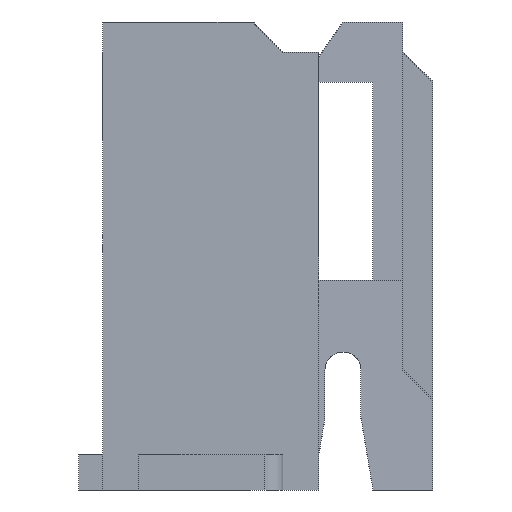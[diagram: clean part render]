
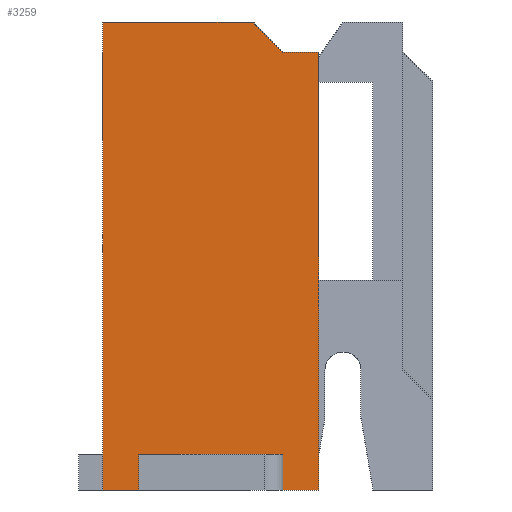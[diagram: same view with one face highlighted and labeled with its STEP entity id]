
A CAD part, left-side view. The second image highlights one B-rep face of the part: STEP entity #3259.
In plain terms, the highlighted planar face has unit normal (-1, 0, 0).
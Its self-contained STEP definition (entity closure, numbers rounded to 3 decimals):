
#150=DIRECTION('',(0.,1.,0.));
#151=VECTOR('',#150,0.6);
#152=CARTESIAN_POINT('',(-5.3,0.7,0.));
#153=LINE('',#152,#151);
#171=DIRECTION('',(0.,-1.,0.));
#172=VECTOR('',#171,0.6);
#173=CARTESIAN_POINT('',(-5.3,-1.7,0.));
#174=LINE('',#173,#172);
#403=DIRECTION('',(0.,0.707,0.707));
#404=VECTOR('',#403,0.707);
#405=CARTESIAN_POINT('',(-5.3,-1.7,7.3));
#406=LINE('',#405,#404);
#407=DIRECTION('',(0.,-1.,0.));
#408=VECTOR('',#407,0.6);
#409=CARTESIAN_POINT('',(-5.3,-1.7,7.3));
#410=LINE('',#409,#408);
#411=DIRECTION('',(0.,0.,-1.));
#412=VECTOR('',#411,0.6);
#413=CARTESIAN_POINT('',(-5.3,0.7,0.6));
#414=LINE('',#413,#412);
#415=DIRECTION('',(0.,0.,1.));
#416=VECTOR('',#415,7.8);
#417=CARTESIAN_POINT('',(-5.3,1.3,0.));
#418=LINE('',#417,#416);
#435=DIRECTION('',(0.,1.,0.));
#436=VECTOR('',#435,2.5);
#437=CARTESIAN_POINT('',(-5.3,-1.2,7.8));
#438=LINE('',#437,#436);
#1415=DIRECTION('',(0.,0.,1.));
#1416=VECTOR('',#1415,0.6);
#1417=CARTESIAN_POINT('',(-5.3,-1.7,0.));
#1418=LINE('',#1417,#1416);
#1512=DIRECTION('',(0.,1.,0.));
#1513=VECTOR('',#1512,2.4);
#1514=CARTESIAN_POINT('',(-5.3,-1.7,0.6));
#1515=LINE('',#1514,#1513);
#1883=DIRECTION('',(0.,0.,-1.));
#1884=VECTOR('',#1883,7.3);
#1885=CARTESIAN_POINT('',(-5.3,-2.3,7.3));
#1886=LINE('',#1885,#1884);
#2151=CARTESIAN_POINT('',(-5.3,1.3,7.8));
#2153=VERTEX_POINT('',#2151);
#2239=CARTESIAN_POINT('',(-5.3,-2.3,7.3));
#2240=CARTESIAN_POINT('',(-5.3,-2.3,0.));
#2241=VERTEX_POINT('',#2239);
#2242=VERTEX_POINT('',#2240);
#2243=CARTESIAN_POINT('',(-5.3,-1.7,0.));
#2244=CARTESIAN_POINT('',(-5.3,-1.7,0.6));
#2245=VERTEX_POINT('',#2243);
#2246=VERTEX_POINT('',#2244);
#2281=CARTESIAN_POINT('',(-5.3,-1.7,7.3));
#2282=CARTESIAN_POINT('',(-5.3,-1.2,7.8));
#2283=VERTEX_POINT('',#2281);
#2284=VERTEX_POINT('',#2282);
#2647=CARTESIAN_POINT('',(-5.3,1.3,0.));
#2649=VERTEX_POINT('',#2647);
#2655=CARTESIAN_POINT('',(-5.3,0.7,0.6));
#2656=VERTEX_POINT('',#2655);
#2671=CARTESIAN_POINT('',(-5.3,0.7,0.));
#2672=VERTEX_POINT('',#2671);
#3235=CARTESIAN_POINT('',(-5.3,-1.7,7.8));
#3236=DIRECTION('',(1.,0.,0.));
#3237=DIRECTION('',(0.,1.,0.));
#3238=AXIS2_PLACEMENT_3D('',#3235,#3236,#3237);
#3239=PLANE('',#3238);
#3241=ORIENTED_EDGE('',*,*,#3240,.F.);
#3243=ORIENTED_EDGE('',*,*,#3242,.T.);
#3245=ORIENTED_EDGE('',*,*,#3244,.T.);
#3246=ORIENTED_EDGE('',*,*,#2894,.F.);
#3248=ORIENTED_EDGE('',*,*,#3247,.T.);
#3250=ORIENTED_EDGE('',*,*,#3249,.T.);
#3252=ORIENTED_EDGE('',*,*,#3251,.T.);
#3253=ORIENTED_EDGE('',*,*,#2884,.T.);
#3254=ORIENTED_EDGE('',*,*,#3131,.T.);
#3256=ORIENTED_EDGE('',*,*,#3255,.F.);
#3257=EDGE_LOOP('',(#3241,#3243,#3245,#3246,#3248,#3250,#3252,#3253,#3254,
#3256));
#3258=FACE_OUTER_BOUND('',#3257,.F.);
#2884=EDGE_CURVE('',#2672,#2649,#153,.T.);
#2894=EDGE_CURVE('',#2245,#2242,#174,.T.);
#3131=EDGE_CURVE('',#2649,#2153,#418,.T.);
#3240=EDGE_CURVE('',#2283,#2284,#406,.T.);
#3242=EDGE_CURVE('',#2283,#2241,#410,.T.);
#3244=EDGE_CURVE('',#2241,#2242,#1886,.T.);
#3247=EDGE_CURVE('',#2245,#2246,#1418,.T.);
#3249=EDGE_CURVE('',#2246,#2656,#1515,.T.);
#3251=EDGE_CURVE('',#2656,#2672,#414,.T.);
#3255=EDGE_CURVE('',#2284,#2153,#438,.T.);
#3259=ADVANCED_FACE('',(#3258),#3239,.F.);
